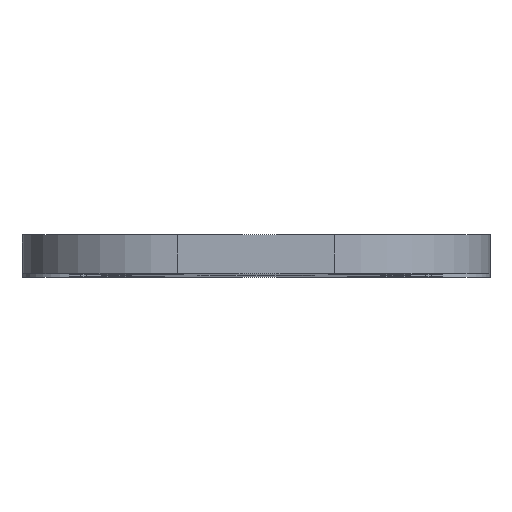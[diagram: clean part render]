
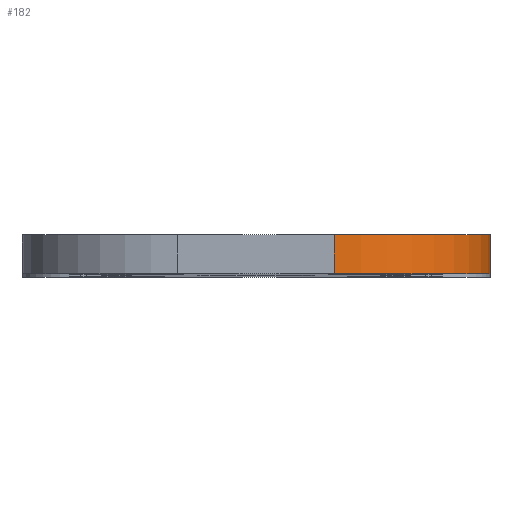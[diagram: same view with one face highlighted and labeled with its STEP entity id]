
A CAD part, top view. The second image highlights one B-rep face of the part: STEP entity #182.
In plain terms, the highlighted cylindrical face has radius 40 mm (diameter 80 mm), a partial arc.
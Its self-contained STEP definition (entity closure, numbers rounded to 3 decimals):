
#7 = CARTESIAN_POINT ( 'NONE',  ( 20., 10., 250. ) ) ;
#11 = VERTEX_POINT ( 'NONE', #90 ) ;
#90 = CARTESIAN_POINT ( 'NONE',  ( 60., 0., 250. ) ) ;
#128 = LINE ( 'NONE', #1307, #481 ) ;
#182 = ADVANCED_FACE ( 'NONE', ( #995 ), #1318, .T. ) ;
#188 = CARTESIAN_POINT ( 'NONE',  ( 20., 0., 290. ) ) ;
#205 = DIRECTION ( 'NONE',  ( 0., -1., 0. ) ) ;
#208 = EDGE_CURVE ( 'NONE', #1380, #1253, #657, .T. ) ;
#326 = ORIENTED_EDGE ( 'NONE', *, *, #208, .F. ) ;
#436 = CARTESIAN_POINT ( 'NONE',  ( 20., 10., 250. ) ) ;
#463 = ORIENTED_EDGE ( 'NONE', *, *, #690, .F. ) ;
#481 = VECTOR ( 'NONE', #1424, 1000. ) ;
#530 = DIRECTION ( 'NONE',  ( 0., 0., -1. ) ) ;
#577 = ORIENTED_EDGE ( 'NONE', *, *, #735, .F. ) ;
#609 = CARTESIAN_POINT ( 'NONE',  ( 60., 10., 250. ) ) ;
#634 = CARTESIAN_POINT ( 'NONE',  ( 60., 10., 250. ) ) ;
#657 = CIRCLE ( 'NONE', #727, 40. ) ;
#669 = DIRECTION ( 'NONE',  ( 0., -1., 0. ) ) ;
#680 = DIRECTION ( 'NONE',  ( 0., -1., 0. ) ) ;
#690 = EDGE_CURVE ( 'NONE', #1149, #1380, #128, .T. ) ;
#727 = AXIS2_PLACEMENT_3D ( 'NONE', #7, #769, #797 ) ;
#735 = EDGE_CURVE ( 'NONE', #11, #1149, #1387, .T. ) ;
#769 = DIRECTION ( 'NONE',  ( 0., 1., 0. ) ) ;
#774 = CARTESIAN_POINT ( 'NONE',  ( 20., 10., 290. ) ) ;
#797 = DIRECTION ( 'NONE',  ( 0., 0., -1. ) ) ;
#841 = LINE ( 'NONE', #634, #1411 ) ;
#907 = DIRECTION ( 'NONE',  ( 0., 0., -1. ) ) ;
#995 = FACE_OUTER_BOUND ( 'NONE', #1391, .T. ) ;
#1147 = EDGE_CURVE ( 'NONE', #1253, #11, #841, .T. ) ;
#1149 = VERTEX_POINT ( 'NONE', #188 ) ;
#1235 = CARTESIAN_POINT ( 'NONE',  ( 20., 0., 250. ) ) ;
#1253 = VERTEX_POINT ( 'NONE', #609 ) ;
#1258 = ORIENTED_EDGE ( 'NONE', *, *, #1147, .F. ) ;
#1282 = AXIS2_PLACEMENT_3D ( 'NONE', #436, #680, #907 ) ;
#1307 = CARTESIAN_POINT ( 'NONE',  ( 20., 10., 290. ) ) ;
#1318 = CYLINDRICAL_SURFACE ( 'NONE', #1282, 40. ) ;
#1340 = AXIS2_PLACEMENT_3D ( 'NONE', #1235, #669, #530 ) ;
#1380 = VERTEX_POINT ( 'NONE', #774 ) ;
#1387 = CIRCLE ( 'NONE', #1340, 40. ) ;
#1391 = EDGE_LOOP ( 'NONE', ( #326, #463, #577, #1258 ) ) ;
#1411 = VECTOR ( 'NONE', #205, 1000. ) ;
#1424 = DIRECTION ( 'NONE',  ( 0., 1., 0. ) ) ;
